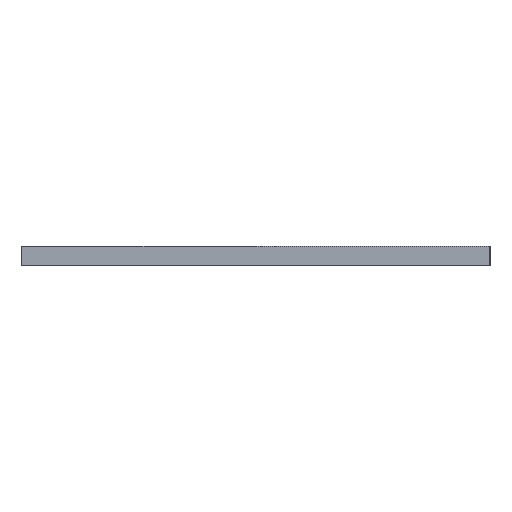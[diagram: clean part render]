
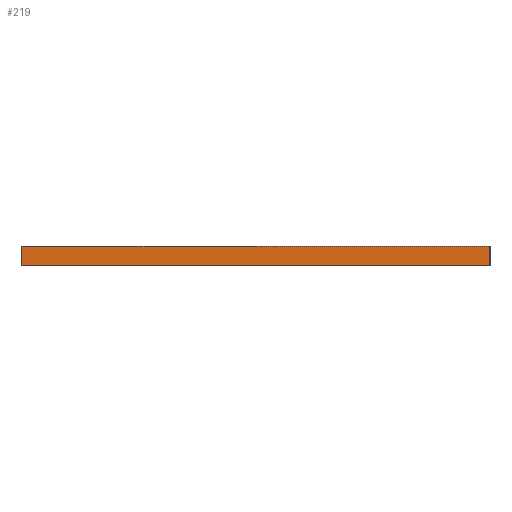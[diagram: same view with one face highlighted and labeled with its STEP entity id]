
A CAD part, left-side view. The second image highlights one B-rep face of the part: STEP entity #219.
In plain terms, the highlighted planar face has unit normal (-1, 0, 0).
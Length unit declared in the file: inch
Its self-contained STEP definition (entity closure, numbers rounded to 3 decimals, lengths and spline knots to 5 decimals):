
#17 = VECTOR ( 'NONE', #156, 39.37008 ) ;
#43 = EDGE_CURVE ( 'NONE', #316, #247, #443, .T. ) ;
#56 = PLANE ( 'NONE',  #545 ) ;
#99 = VERTEX_POINT ( 'NONE', #923 ) ;
#124 = LINE ( 'NONE', #741, #966 ) ;
#131 = DIRECTION ( 'NONE',  ( 0., 0., -1. ) ) ;
#141 = CARTESIAN_POINT ( 'NONE',  ( 28.83307, 0., 0.25 ) ) ;
#156 = DIRECTION ( 'NONE',  ( 0., -1., 0. ) ) ;
#175 = EDGE_CURVE ( 'NONE', #520, #99, #727, .T. ) ;
#216 = CARTESIAN_POINT ( 'NONE',  ( 28.83307, 0., 0.25 ) ) ;
#219 = ADVANCED_FACE ( 'NONE', ( #511 ), #56, .F. ) ;
#247 = VERTEX_POINT ( 'NONE', #591 ) ;
#259 = VECTOR ( 'NONE', #131, 39.37008 ) ;
#271 = CARTESIAN_POINT ( 'NONE',  ( 28.83307, 27., 0.25 ) ) ;
#298 = LINE ( 'NONE', #141, #17 ) ;
#316 = VERTEX_POINT ( 'NONE', #653 ) ;
#416 = DIRECTION ( 'NONE',  ( 0., 0., -1. ) ) ;
#443 = LINE ( 'NONE', #664, #259 ) ;
#496 = ORIENTED_EDGE ( 'NONE', *, *, #175, .T. ) ;
#511 = FACE_OUTER_BOUND ( 'NONE', #705, .T. ) ;
#520 = VERTEX_POINT ( 'NONE', #778 ) ;
#545 = AXIS2_PLACEMENT_3D ( 'NONE', #216, #818, #416 ) ;
#581 = DIRECTION ( 'NONE',  ( 0., 0., -1. ) ) ;
#591 = CARTESIAN_POINT ( 'NONE',  ( 28.83307, 15., -0.25 ) ) ;
#619 = VECTOR ( 'NONE', #581, 39.37008 ) ;
#626 = EDGE_CURVE ( 'NONE', #99, #247, #124, .T. ) ;
#644 = ORIENTED_EDGE ( 'NONE', *, *, #43, .F. ) ;
#648 = ORIENTED_EDGE ( 'NONE', *, *, #626, .T. ) ;
#653 = CARTESIAN_POINT ( 'NONE',  ( 28.83307, 15., 0.25 ) ) ;
#664 = CARTESIAN_POINT ( 'NONE',  ( 28.83307, 15., 0.25 ) ) ;
#705 = EDGE_LOOP ( 'NONE', ( #648, #644, #862, #496 ) ) ;
#727 = LINE ( 'NONE', #271, #619 ) ;
#741 = CARTESIAN_POINT ( 'NONE',  ( 28.83307, 0., -0.25 ) ) ;
#778 = CARTESIAN_POINT ( 'NONE',  ( 28.83307, 27., 0.25 ) ) ;
#818 = DIRECTION ( 'NONE',  ( 1., 0., 0. ) ) ;
#837 = EDGE_CURVE ( 'NONE', #520, #316, #298, .T. ) ;
#862 = ORIENTED_EDGE ( 'NONE', *, *, #837, .F. ) ;
#890 = DIRECTION ( 'NONE',  ( 0., -1., 0. ) ) ;
#923 = CARTESIAN_POINT ( 'NONE',  ( 28.83307, 27., -0.25 ) ) ;
#966 = VECTOR ( 'NONE', #890, 39.37008 ) ;
